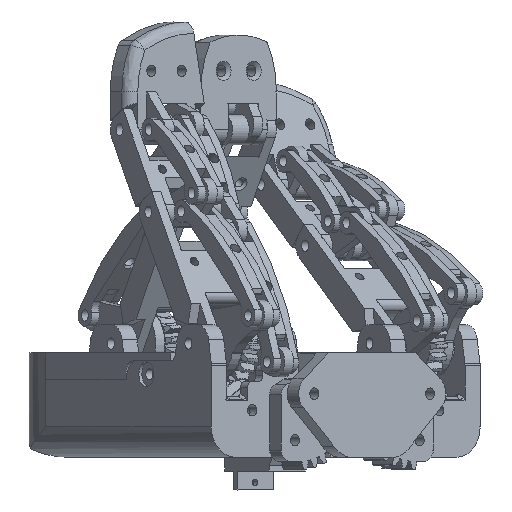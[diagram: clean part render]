
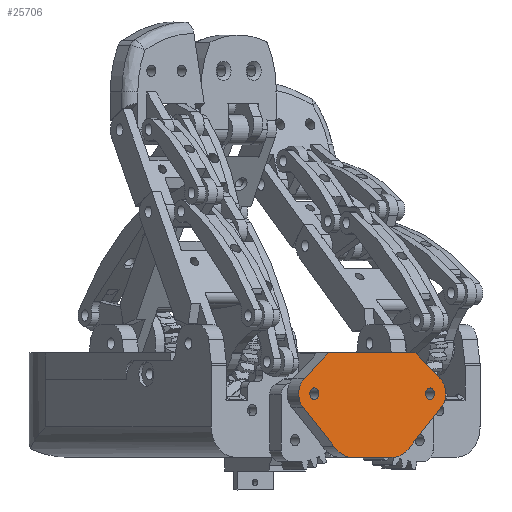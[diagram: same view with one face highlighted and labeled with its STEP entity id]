
A CAD part, left-side view. The second image highlights one B-rep face of the part: STEP entity #25706.
In plain terms, the highlighted face is planar.
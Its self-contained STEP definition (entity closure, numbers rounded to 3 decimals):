
#1820=FACE_BOUND('',#5658,.T.);
#1821=FACE_BOUND('',#5659,.T.);
#2841=CIRCLE('',#27219,8.);
#2855=CIRCLE('',#27245,1.5);
#2856=CIRCLE('',#27247,1.5);
#2857=CIRCLE('',#27249,5.213);
#2858=CIRCLE('',#27253,5.213);
#2859=CIRCLE('',#27255,8.);
#4186=FACE_OUTER_BOUND('',#5657,.T.);
#5657=EDGE_LOOP('',(#17966,#17967,#17968,#17969,#17970,#17971,#17972,#17973,
#17974,#17975));
#5658=EDGE_LOOP('',(#17976));
#5659=EDGE_LOOP('',(#17977));
#7492=LINE('',#37864,#9350);
#7504=LINE('',#37898,#9362);
#7508=LINE('',#37907,#9366);
#7511=LINE('',#37911,#9369);
#7624=LINE('',#38247,#9482);
#7626=LINE('',#38252,#9484);
#9350=VECTOR('',#30187,13.);
#9362=VECTOR('',#30215,10.471);
#9366=VECTOR('',#30221,10.471);
#9369=VECTOR('',#30226,29.);
#9482=VECTOR('',#30521,14.274);
#9484=VECTOR('',#30525,14.274);
#11217=VERTEX_POINT('',#37861);
#11218=VERTEX_POINT('',#37863);
#11231=VERTEX_POINT('',#37895);
#11232=VERTEX_POINT('',#37897);
#11235=VERTEX_POINT('',#37904);
#11236=VERTEX_POINT('',#37906);
#11320=VERTEX_POINT('',#38186);
#11338=VERTEX_POINT('',#38237);
#11339=VERTEX_POINT('',#38240);
#11340=VERTEX_POINT('',#38243);
#11341=VERTEX_POINT('',#38249);
#11342=VERTEX_POINT('',#38251);
#13807=EDGE_CURVE('',#11218,#11217,#7492,.T.);
#13824=EDGE_CURVE('',#11232,#11231,#7504,.T.);
#13828=EDGE_CURVE('',#11236,#11235,#7508,.T.);
#13831=EDGE_CURVE('',#11231,#11236,#7511,.T.);
#13957=EDGE_CURVE('',#11217,#11320,#2841,.T.);
#13981=EDGE_CURVE('',#11338,#11338,#2855,.T.);
#13982=EDGE_CURVE('',#11339,#11339,#2856,.T.);
#13983=EDGE_CURVE('',#11340,#11232,#2857,.T.);
#13985=EDGE_CURVE('',#11320,#11340,#7624,.T.);
#13987=EDGE_CURVE('',#11342,#11341,#7626,.T.);
#13989=EDGE_CURVE('',#11235,#11342,#2858,.T.);
#13990=EDGE_CURVE('',#11341,#11218,#2859,.T.);
#17966=ORIENTED_EDGE('',*,*,#13990,.T.);
#17967=ORIENTED_EDGE('',*,*,#13807,.T.);
#17968=ORIENTED_EDGE('',*,*,#13957,.T.);
#17969=ORIENTED_EDGE('',*,*,#13985,.T.);
#17970=ORIENTED_EDGE('',*,*,#13983,.T.);
#17971=ORIENTED_EDGE('',*,*,#13824,.T.);
#17972=ORIENTED_EDGE('',*,*,#13831,.T.);
#17973=ORIENTED_EDGE('',*,*,#13828,.T.);
#17974=ORIENTED_EDGE('',*,*,#13989,.T.);
#17975=ORIENTED_EDGE('',*,*,#13987,.T.);
#17976=ORIENTED_EDGE('',*,*,#13981,.T.);
#17977=ORIENTED_EDGE('',*,*,#13982,.T.);
#25057=PLANE('',#27254);
#25706=ADVANCED_FACE('',(#4186,#1820,#1821),#25057,.T.);
#27219=AXIS2_PLACEMENT_3D('',#38188,#30450,#30451);
#27245=AXIS2_PLACEMENT_3D('',#38238,#30508,#30509);
#27247=AXIS2_PLACEMENT_3D('',#38241,#30512,#30513);
#27249=AXIS2_PLACEMENT_3D('',#38244,#30516,#30517);
#27253=AXIS2_PLACEMENT_3D('',#38255,#30529,#30530);
#27254=AXIS2_PLACEMENT_3D('',#38256,#30531,#30532);
#27255=AXIS2_PLACEMENT_3D('',#38257,#30533,#30534);
#30187=DIRECTION('',(0.,0.,1.));
#30215=DIRECTION('',(0.,0.645,-0.764));
#30221=DIRECTION('',(0.,-0.645,-0.764));
#30226=DIRECTION('',(0.,0.,-1.));
#30450=DIRECTION('center_axis',(-1.,0.,0.));
#30451=DIRECTION('ref_axis',(0.,-1.,0.));
#30508=DIRECTION('center_axis',(1.,0.,0.));
#30509=DIRECTION('ref_axis',(0.,0.,-1.));
#30512=DIRECTION('center_axis',(1.,0.,0.));
#30513=DIRECTION('ref_axis',(0.,0.,-1.));
#30516=DIRECTION('center_axis',(-1.,0.,0.));
#30517=DIRECTION('ref_axis',(0.,-0.707,0.707));
#30521=DIRECTION('',(0.,0.707,0.707));
#30525=DIRECTION('',(0.,-0.707,0.707));
#30529=DIRECTION('center_axis',(-1.,0.,0.));
#30530=DIRECTION('ref_axis',(0.,0.913,0.408));
#30531=DIRECTION('center_axis',(-1.,0.,0.));
#30532=DIRECTION('ref_axis',(0.,0.,1.));
#30533=DIRECTION('center_axis',(-1.,0.,0.));
#30534=DIRECTION('ref_axis',(0.,-0.627,-0.779));
#37861=CARTESIAN_POINT('',(-94.5,-20.,21.));
#37863=CARTESIAN_POINT('',(-94.5,-20.,8.));
#37864=CARTESIAN_POINT('',(-94.5,-20.,8.));
#37895=CARTESIAN_POINT('',(-94.5,7.5,29.));
#37897=CARTESIAN_POINT('',(-94.5,0.745,37.001));
#37898=CARTESIAN_POINT('',(-94.5,0.745,37.001));
#37904=CARTESIAN_POINT('',(-94.5,0.745,-8.001));
#37906=CARTESIAN_POINT('',(-94.5,7.5,0.));
#37907=CARTESIAN_POINT('',(-94.5,7.5,0.));
#37911=CARTESIAN_POINT('',(-94.5,7.5,7.25));
#38186=CARTESIAN_POINT('',(-94.5,-17.018,27.231));
#38188=CARTESIAN_POINT('Origin',(-94.5,-12.,21.));
#38237=CARTESIAN_POINT('',(-94.5,-3.238,35.138));
#38238=CARTESIAN_POINT('Origin',(-94.5,-3.238,33.638));
#38240=CARTESIAN_POINT('',(-94.5,-3.238,-3.138));
#38241=CARTESIAN_POINT('Origin',(-94.5,-3.238,-4.638));
#38243=CARTESIAN_POINT('',(-94.5,-6.924,37.324));
#38244=CARTESIAN_POINT('Origin',(-94.5,-3.238,33.638));
#38247=CARTESIAN_POINT('',(-94.5,-17.018,27.231));
#38249=CARTESIAN_POINT('',(-94.5,-17.018,1.769));
#38251=CARTESIAN_POINT('',(-94.5,-6.924,-8.324));
#38252=CARTESIAN_POINT('',(-94.5,-6.924,-8.324));
#38255=CARTESIAN_POINT('Origin',(-94.5,-3.238,-4.638));
#38256=CARTESIAN_POINT('Origin',(-94.5,-17.972,14.5));
#38257=CARTESIAN_POINT('Origin',(-94.5,-12.,8.));
